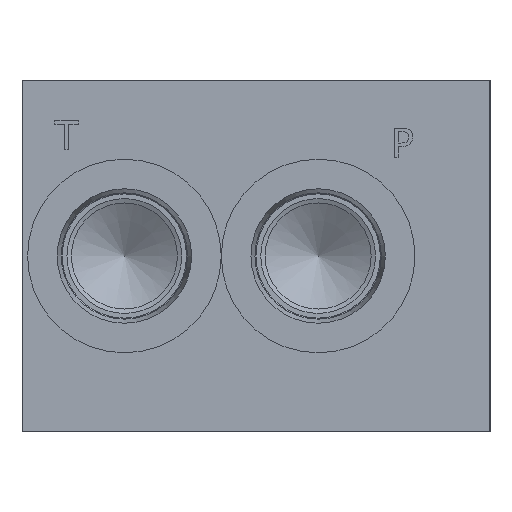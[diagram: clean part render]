
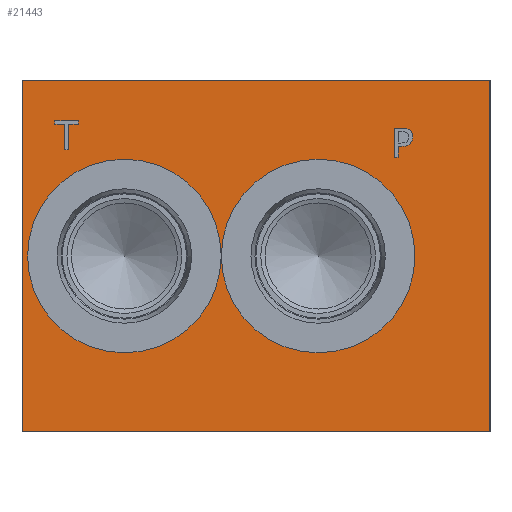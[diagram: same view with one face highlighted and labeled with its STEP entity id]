
A CAD part, left-side view. The second image highlights one B-rep face of the part: STEP entity #21443.
In plain terms, the highlighted planar face has unit normal (-1, 0, 0).
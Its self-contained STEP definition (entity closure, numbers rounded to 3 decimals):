
#294=CIRCLE('',#22369,21.019);
#295=CIRCLE('',#22370,21.019);
#296=CIRCLE('',#22371,21.019);
#297=CIRCLE('',#22372,21.019);
#861=FACE_BOUND('',#3448,.T.);
#862=FACE_BOUND('',#3449,.T.);
#863=FACE_BOUND('',#3450,.T.);
#864=FACE_BOUND('',#3451,.T.);
#1387=PLANE('',#22368);
#2220=FACE_OUTER_BOUND('',#3447,.T.);
#3447=EDGE_LOOP('',(#17450,#17451,#17452,#17453));
#3448=EDGE_LOOP('',(#17454,#17455));
#3449=EDGE_LOOP('',(#17456,#17457));
#3450=EDGE_LOOP('',(#17458,#17459,#17460,#17461,#17462,#17463,#17464,#17465));
#3451=EDGE_LOOP('',(#17466,#17467,#17468,#17469,#17470,#17471,#17472,#17473,
#17474));
#4109=LINE('',#28636,#5979);
#4456=LINE('',#30658,#6326);
#5135=LINE('',#34077,#7005);
#5383=LINE('',#35454,#7253);
#5386=LINE('',#35460,#7256);
#5389=LINE('',#35466,#7259);
#5392=LINE('',#35472,#7262);
#5395=LINE('',#35478,#7265);
#5399=LINE('',#35519,#7269);
#5400=LINE('',#35530,#7270);
#5401=LINE('',#35532,#7271);
#5402=LINE('',#35534,#7272);
#5403=LINE('',#35536,#7273);
#5404=LINE('',#35538,#7274);
#5405=LINE('',#35540,#7275);
#5406=LINE('',#35542,#7276);
#5407=LINE('',#35543,#7277);
#5979=VECTOR('',#23440,10.);
#6326=VECTOR('',#23889,10.);
#7005=VECTOR('',#25116,10.);
#7253=VECTOR('',#25576,10.);
#7256=VECTOR('',#25581,10.);
#7259=VECTOR('',#25586,10.);
#7262=VECTOR('',#25591,10.);
#7265=VECTOR('',#25596,10.);
#7269=VECTOR('',#25604,10.);
#7270=VECTOR('',#25613,10.);
#7271=VECTOR('',#25614,10.);
#7272=VECTOR('',#25615,10.);
#7273=VECTOR('',#25616,10.);
#7274=VECTOR('',#25617,10.);
#7275=VECTOR('',#25618,10.);
#7276=VECTOR('',#25619,10.);
#7277=VECTOR('',#25620,10.);
#8284=B_SPLINE_CURVE_WITH_KNOTS('',2,(#35421,#35422,#35423,#35424),
 .UNSPECIFIED.,.F.,.F.,(3,1,3),(0.,1.,2.),.UNSPECIFIED.);
#8286=B_SPLINE_CURVE_WITH_KNOTS('',2,(#35442,#35443,#35444,#35445),
 .UNSPECIFIED.,.F.,.F.,(3,1,3),(0.,1.,2.),.UNSPECIFIED.);
#8288=B_SPLINE_CURVE_WITH_KNOTS('',2,(#35491,#35492,#35493,#35494),
 .UNSPECIFIED.,.F.,.F.,(3,1,3),(0.,1.,2.),.UNSPECIFIED.);
#8290=B_SPLINE_CURVE_WITH_KNOTS('',2,(#35509,#35510,#35511,#35512),
 .UNSPECIFIED.,.F.,.F.,(3,1,3),(0.,1.,2.),.UNSPECIFIED.);
#8514=VERTEX_POINT('',#28632);
#8515=VERTEX_POINT('',#28634);
#8994=VERTEX_POINT('',#30655);
#8995=VERTEX_POINT('',#30657);
#9766=VERTEX_POINT('',#35419);
#9767=VERTEX_POINT('',#35420);
#9770=VERTEX_POINT('',#35441);
#9772=VERTEX_POINT('',#35453);
#9774=VERTEX_POINT('',#35459);
#9776=VERTEX_POINT('',#35465);
#9778=VERTEX_POINT('',#35471);
#9780=VERTEX_POINT('',#35477);
#9782=VERTEX_POINT('',#35490);
#9784=VERTEX_POINT('',#35520);
#9785=VERTEX_POINT('',#35521);
#9786=VERTEX_POINT('',#35524);
#9787=VERTEX_POINT('',#35525);
#9788=VERTEX_POINT('',#35528);
#9789=VERTEX_POINT('',#35529);
#9790=VERTEX_POINT('',#35531);
#9791=VERTEX_POINT('',#35533);
#9792=VERTEX_POINT('',#35535);
#9793=VERTEX_POINT('',#35537);
#9794=VERTEX_POINT('',#35539);
#9795=VERTEX_POINT('',#35541);
#10680=EDGE_CURVE('',#8514,#8515,#4109,.T.);
#11237=EDGE_CURVE('',#8994,#8995,#4456,.T.);
#12132=EDGE_CURVE('',#8994,#8514,#5135,.T.);
#12493=EDGE_CURVE('',#9766,#9767,#8284,.T.);
#12497=EDGE_CURVE('',#9770,#9766,#8286,.T.);
#12500=EDGE_CURVE('',#9772,#9770,#5383,.T.);
#12503=EDGE_CURVE('',#9774,#9772,#5386,.T.);
#12506=EDGE_CURVE('',#9776,#9774,#5389,.T.);
#12509=EDGE_CURVE('',#9778,#9776,#5392,.T.);
#12512=EDGE_CURVE('',#9780,#9778,#5395,.T.);
#12515=EDGE_CURVE('',#9782,#9780,#8288,.T.);
#12518=EDGE_CURVE('',#9767,#9782,#8290,.T.);
#12520=EDGE_CURVE('',#8995,#8515,#5399,.T.);
#12521=EDGE_CURVE('',#9784,#9785,#294,.T.);
#12522=EDGE_CURVE('',#9785,#9784,#295,.T.);
#12523=EDGE_CURVE('',#9786,#9787,#296,.T.);
#12524=EDGE_CURVE('',#9787,#9786,#297,.T.);
#12525=EDGE_CURVE('',#9788,#9789,#5400,.T.);
#12526=EDGE_CURVE('',#9789,#9790,#5401,.T.);
#12527=EDGE_CURVE('',#9790,#9791,#5402,.T.);
#12528=EDGE_CURVE('',#9791,#9792,#5403,.T.);
#12529=EDGE_CURVE('',#9792,#9793,#5404,.T.);
#12530=EDGE_CURVE('',#9793,#9794,#5405,.T.);
#12531=EDGE_CURVE('',#9794,#9795,#5406,.T.);
#12532=EDGE_CURVE('',#9795,#9788,#5407,.T.);
#17450=ORIENTED_EDGE('',*,*,#12132,.T.);
#17451=ORIENTED_EDGE('',*,*,#10680,.T.);
#17452=ORIENTED_EDGE('',*,*,#12520,.F.);
#17453=ORIENTED_EDGE('',*,*,#11237,.F.);
#17454=ORIENTED_EDGE('',*,*,#12521,.T.);
#17455=ORIENTED_EDGE('',*,*,#12522,.T.);
#17456=ORIENTED_EDGE('',*,*,#12523,.T.);
#17457=ORIENTED_EDGE('',*,*,#12524,.T.);
#17458=ORIENTED_EDGE('',*,*,#12525,.T.);
#17459=ORIENTED_EDGE('',*,*,#12526,.T.);
#17460=ORIENTED_EDGE('',*,*,#12527,.T.);
#17461=ORIENTED_EDGE('',*,*,#12528,.T.);
#17462=ORIENTED_EDGE('',*,*,#12529,.T.);
#17463=ORIENTED_EDGE('',*,*,#12530,.T.);
#17464=ORIENTED_EDGE('',*,*,#12531,.T.);
#17465=ORIENTED_EDGE('',*,*,#12532,.T.);
#17466=ORIENTED_EDGE('',*,*,#12493,.T.);
#17467=ORIENTED_EDGE('',*,*,#12518,.T.);
#17468=ORIENTED_EDGE('',*,*,#12515,.T.);
#17469=ORIENTED_EDGE('',*,*,#12512,.T.);
#17470=ORIENTED_EDGE('',*,*,#12509,.T.);
#17471=ORIENTED_EDGE('',*,*,#12506,.T.);
#17472=ORIENTED_EDGE('',*,*,#12503,.T.);
#17473=ORIENTED_EDGE('',*,*,#12500,.T.);
#17474=ORIENTED_EDGE('',*,*,#12497,.T.);
#21443=ADVANCED_FACE('',(#2220,#861,#862,#863,#864),#1387,.T.);
#22368=AXIS2_PLACEMENT_3D('',#35518,#25602,#25603);
#22369=AXIS2_PLACEMENT_3D('',#35522,#25605,#25606);
#22370=AXIS2_PLACEMENT_3D('',#35523,#25607,#25608);
#22371=AXIS2_PLACEMENT_3D('',#35526,#25609,#25610);
#22372=AXIS2_PLACEMENT_3D('',#35527,#25611,#25612);
#23440=DIRECTION('',(0.,0.,1.));
#23889=DIRECTION('',(0.,0.,1.));
#25116=DIRECTION('',(0.,-1.,0.));
#25576=DIRECTION('',(0.,-1.,0.));
#25581=DIRECTION('',(0.,0.,1.));
#25586=DIRECTION('',(0.,1.,0.));
#25591=DIRECTION('',(0.,0.,-1.));
#25596=DIRECTION('',(0.,1.,0.));
#25602=DIRECTION('center_axis',(-1.,0.,0.));
#25603=DIRECTION('ref_axis',(0.,-1.,0.));
#25604=DIRECTION('',(0.,-1.,0.));
#25605=DIRECTION('center_axis',(1.,0.,0.));
#25606=DIRECTION('ref_axis',(0.,0.,1.));
#25607=DIRECTION('center_axis',(1.,0.,0.));
#25608=DIRECTION('ref_axis',(0.,0.,1.));
#25609=DIRECTION('center_axis',(1.,0.,0.));
#25610=DIRECTION('ref_axis',(0.,0.,1.));
#25611=DIRECTION('center_axis',(1.,0.,0.));
#25612=DIRECTION('ref_axis',(0.,0.,1.));
#25613=DIRECTION('',(0.,1.,0.));
#25614=DIRECTION('',(0.,0.,1.));
#25615=DIRECTION('',(0.,1.,0.));
#25616=DIRECTION('',(0.,0.,1.));
#25617=DIRECTION('',(0.,-1.,0.));
#25618=DIRECTION('',(0.,0.,-1.));
#25619=DIRECTION('',(0.,1.,0.));
#25620=DIRECTION('',(0.,0.,-1.));
#28632=CARTESIAN_POINT('',(0.,0.,0.));
#28634=CARTESIAN_POINT('',(0.,0.,76.2));
#28636=CARTESIAN_POINT('',(0.,0.,0.));
#30655=CARTESIAN_POINT('',(0.,101.6,0.));
#30657=CARTESIAN_POINT('',(0.,101.6,76.2));
#30658=CARTESIAN_POINT('',(0.,101.6,0.));
#34077=CARTESIAN_POINT('',(0.,101.6,0.));
#35419=CARTESIAN_POINT('',(0.,17.531,65.485));
#35420=CARTESIAN_POINT('',(0.,16.774,63.967));
#35421=CARTESIAN_POINT('Ctrl Pts',(0.,17.531,65.485));
#35422=CARTESIAN_POINT('Ctrl Pts',(0.,17.176,65.243));
#35423=CARTESIAN_POINT('Ctrl Pts',(0.,16.774,64.497));
#35424=CARTESIAN_POINT('Ctrl Pts',(0.,16.774,63.967));
#35441=CARTESIAN_POINT('',(0.,19.193,65.881));
#35442=CARTESIAN_POINT('Ctrl Pts',(0.,19.193,65.881));
#35443=CARTESIAN_POINT('Ctrl Pts',(0.,18.627,65.881));
#35444=CARTESIAN_POINT('Ctrl Pts',(0.,17.834,65.696));
#35445=CARTESIAN_POINT('Ctrl Pts',(0.,17.531,65.485));
#35453=CARTESIAN_POINT('',(0.,20.788,65.881));
#35454=CARTESIAN_POINT('',(0.,61.194,65.881));
#35459=CARTESIAN_POINT('',(0.,20.788,59.531));
#35460=CARTESIAN_POINT('',(0.,20.788,29.766));
#35465=CARTESIAN_POINT('',(0.,19.944,59.531));
#35466=CARTESIAN_POINT('',(0.,60.772,59.531));
#35471=CARTESIAN_POINT('',(0.,19.944,61.898));
#35472=CARTESIAN_POINT('',(0.,19.944,30.949));
#35477=CARTESIAN_POINT('',(0.,19.229,61.898));
#35478=CARTESIAN_POINT('',(0.,60.414,61.898));
#35490=CARTESIAN_POINT('',(0.,17.33,62.557));
#35491=CARTESIAN_POINT('Ctrl Pts',(0.,17.33,62.557));
#35492=CARTESIAN_POINT('Ctrl Pts',(0.,17.659,62.233));
#35493=CARTESIAN_POINT('Ctrl Pts',(0.,18.55,61.898));
#35494=CARTESIAN_POINT('Ctrl Pts',(0.,19.229,61.898));
#35509=CARTESIAN_POINT('Ctrl Pts',(0.,16.774,63.967));
#35510=CARTESIAN_POINT('Ctrl Pts',(0.,16.774,63.555));
#35511=CARTESIAN_POINT('Ctrl Pts',(0.,17.068,62.814));
#35512=CARTESIAN_POINT('Ctrl Pts',(0.,17.33,62.557));
#35518=CARTESIAN_POINT('Origin',(0.,101.6,0.));
#35519=CARTESIAN_POINT('',(0.,101.6,76.2));
#35520=CARTESIAN_POINT('',(0.,79.375,59.119));
#35521=CARTESIAN_POINT('',(0.,79.375,17.082));
#35522=CARTESIAN_POINT('Origin',(0.,79.375,38.1));
#35523=CARTESIAN_POINT('Origin',(0.,79.375,38.1));
#35524=CARTESIAN_POINT('',(0.,37.313,59.119));
#35525=CARTESIAN_POINT('',(0.,37.313,17.082));
#35526=CARTESIAN_POINT('Origin',(0.,37.313,38.1));
#35527=CARTESIAN_POINT('Origin',(0.,37.313,38.1));
#35528=CARTESIAN_POINT('',(0.,91.487,61.119));
#35529=CARTESIAN_POINT('',(0.,92.331,61.119));
#35530=CARTESIAN_POINT('',(0.,96.544,61.119));
#35531=CARTESIAN_POINT('',(0.,92.331,66.717));
#35532=CARTESIAN_POINT('',(0.,92.331,30.559));
#35533=CARTESIAN_POINT('',(0.,94.461,66.717));
#35534=CARTESIAN_POINT('',(0.,96.966,66.717));
#35535=CARTESIAN_POINT('',(0.,94.461,67.469));
#35536=CARTESIAN_POINT('',(0.,94.461,33.359));
#35537=CARTESIAN_POINT('',(0.,89.357,67.469));
#35538=CARTESIAN_POINT('',(0.,98.031,67.469));
#35539=CARTESIAN_POINT('',(0.,89.357,66.717));
#35540=CARTESIAN_POINT('',(0.,89.357,33.734));
#35541=CARTESIAN_POINT('',(0.,91.487,66.717));
#35542=CARTESIAN_POINT('',(0.,95.478,66.717));
#35543=CARTESIAN_POINT('',(0.,91.487,33.359));
